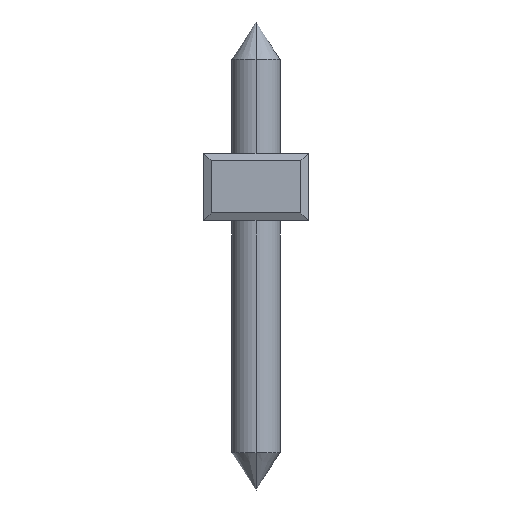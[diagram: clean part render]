
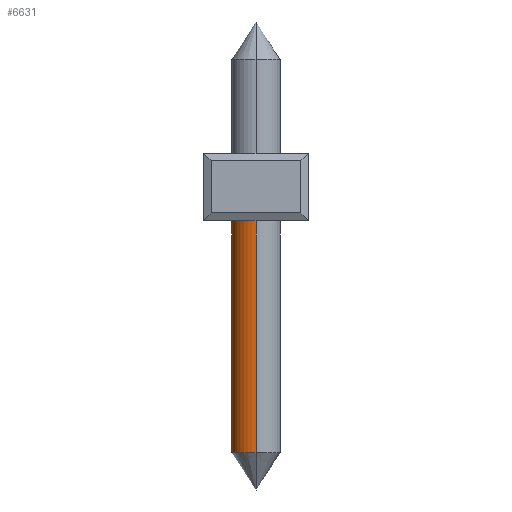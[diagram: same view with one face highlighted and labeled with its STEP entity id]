
A CAD part, front view. The second image highlights one B-rep face of the part: STEP entity #6631.
In plain terms, the highlighted cylindrical face has radius 0.65 mm (diameter 1.3 mm), a partial arc.
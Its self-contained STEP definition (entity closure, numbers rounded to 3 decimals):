
#1797=CARTESIAN_POINT('',(1.4,-57.5,0.2));
#1798=DIRECTION('',(0.,0.,1.));
#1799=DIRECTION('',(0.,1.,0.));
#1800=AXIS2_PLACEMENT_3D('',#1797,#1798,#1799);
#1807=CARTESIAN_POINT('',(1.4,-57.5,-6.2));
#1808=DIRECTION('',(0.,0.,1.));
#1809=DIRECTION('',(0.,1.,0.));
#1810=AXIS2_PLACEMENT_3D('',#1807,#1808,#1809);
#1812=DIRECTION('',(0.,0.,1.));
#1813=VECTOR('',#1812,6.4);
#1814=CARTESIAN_POINT('',(1.4,-56.85,-6.2));
#1815=LINE('',#1814,#1813);
#1821=DIRECTION('',(0.,0.,1.));
#1822=VECTOR('',#1821,6.4);
#1823=CARTESIAN_POINT('',(1.4,-58.15,-6.2));
#1824=LINE('',#1823,#1822);
#4574=CARTESIAN_POINT('',(1.4,-56.85,-6.2));
#4576=VERTEX_POINT('',#4574);
#4581=CARTESIAN_POINT('',(1.4,-58.15,-6.2));
#4582=VERTEX_POINT('',#4581);
#4585=CARTESIAN_POINT('',(1.4,-56.85,0.2));
#4586=CARTESIAN_POINT('',(1.4,-58.15,0.2));
#4587=VERTEX_POINT('',#4585);
#4588=VERTEX_POINT('',#4586);
#6617=CARTESIAN_POINT('',(1.4,-57.5,-7.825));
#6618=DIRECTION('',(0.,0.,1.));
#6619=DIRECTION('',(0.,1.,0.));
#6620=AXIS2_PLACEMENT_3D('',#6617,#6618,#6619);
#6621=CYLINDRICAL_SURFACE('',#6620,0.65);
#6622=ORIENTED_EDGE('',*,*,#6598,.T.);
#6624=ORIENTED_EDGE('',*,*,#6623,.F.);
#6626=ORIENTED_EDGE('',*,*,#6625,.F.);
#6628=ORIENTED_EDGE('',*,*,#6627,.T.);
#6629=EDGE_LOOP('',(#6622,#6624,#6626,#6628));
#6630=FACE_OUTER_BOUND('',#6629,.F.);
#6631=ADVANCED_FACE('',(#6630),#6621,.T.);
#1801=CIRCLE('',#1800,0.65);
#1811=CIRCLE('',#1810,0.65);
#6598=EDGE_CURVE('',#4587,#4588,#1801,.T.);
#6623=EDGE_CURVE('',#4582,#4588,#1824,.T.);
#6625=EDGE_CURVE('',#4576,#4582,#1811,.T.);
#6627=EDGE_CURVE('',#4576,#4587,#1815,.T.);
